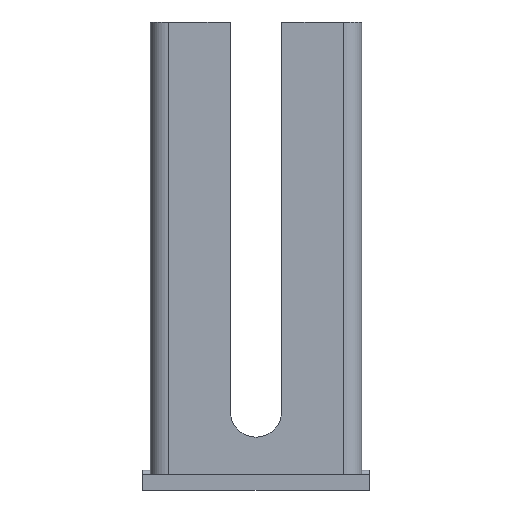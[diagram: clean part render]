
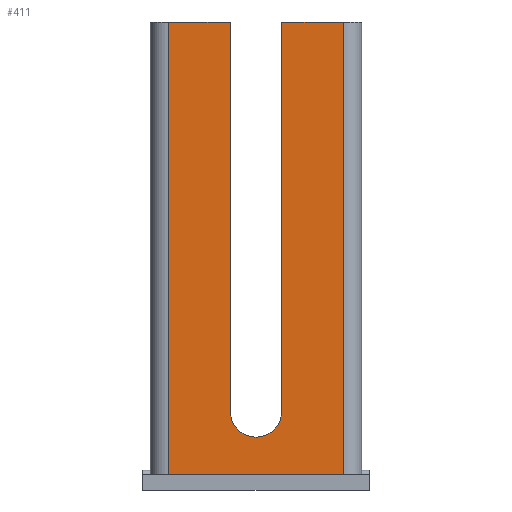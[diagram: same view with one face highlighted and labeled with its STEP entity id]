
A CAD part, front view. The second image highlights one B-rep face of the part: STEP entity #411.
In plain terms, the highlighted planar face has unit normal (0, -1, 0).
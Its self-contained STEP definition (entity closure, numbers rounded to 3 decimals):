
#3 = VERTEX_POINT ( 'NONE', #615 ) ;
#4 = VERTEX_POINT ( 'NONE', #106 ) ;
#18 = CARTESIAN_POINT ( 'NONE',  ( 10.143, 40.874, 80.21 ) ) ;
#27 = FACE_OUTER_BOUND ( 'NONE', #1412, .T. ) ;
#58 = EDGE_CURVE ( 'NONE', #4, #1435, #426, .T. ) ;
#72 = CIRCLE ( 'NONE', #2025, 8.5 ) ;
#87 = EDGE_CURVE ( 'NONE', #733, #843, #2199, .T. ) ;
#88 = CARTESIAN_POINT ( 'NONE',  ( 39.143, 40.874, 209.21 ) ) ;
#106 = CARTESIAN_POINT ( 'NONE',  ( 18.643, 40.874, 209.21 ) ) ;
#165 = CARTESIAN_POINT ( 'NONE',  ( -24.857, 40.874, 209.21 ) ) ;
#214 = ORIENTED_EDGE ( 'NONE', *, *, #1537, .F. ) ;
#327 = DIRECTION ( 'NONE',  ( 0., 0., 1. ) ) ;
#332 = EDGE_CURVE ( 'NONE', #4, #1744, #1745, .T. ) ;
#406 = CARTESIAN_POINT ( 'NONE',  ( -24.857, 40.874, 209.21 ) ) ;
#411 = ADVANCED_FACE ( 'NONE', ( #27 ), #1813, .F. ) ;
#419 = EDGE_CURVE ( 'NONE', #3, #733, #2145, .T. ) ;
#426 = LINE ( 'NONE', #1713, #1511 ) ;
#495 = CARTESIAN_POINT ( 'NONE',  ( 39.143, 40.874, 59.21 ) ) ;
#498 = ORIENTED_EDGE ( 'NONE', *, *, #332, .F. ) ;
#519 = DIRECTION ( 'NONE',  ( 0., 1., 0. ) ) ;
#533 = CARTESIAN_POINT ( 'NONE',  ( 1.643, 40.874, 209.21 ) ) ;
#615 = CARTESIAN_POINT ( 'NONE',  ( -18.857, 40.874, 59.21 ) ) ;
#636 = DIRECTION ( 'NONE',  ( 1., 0., 0. ) ) ;
#650 = ORIENTED_EDGE ( 'NONE', *, *, #58, .T. ) ;
#733 = VERTEX_POINT ( 'NONE', #2090 ) ;
#753 = VERTEX_POINT ( 'NONE', #2291 ) ;
#843 = VERTEX_POINT ( 'NONE', #533 ) ;
#863 = EDGE_CURVE ( 'NONE', #1435, #753, #72, .T. ) ;
#878 = LINE ( 'NONE', #1292, #2016 ) ;
#924 = CARTESIAN_POINT ( 'NONE',  ( -18.857, 40.874, 209.21 ) ) ;
#1003 = DIRECTION ( 'NONE',  ( 0., 0., -1. ) ) ;
#1091 = DIRECTION ( 'NONE',  ( 0., 0., 1. ) ) ;
#1108 = CARTESIAN_POINT ( 'NONE',  ( 39.143, 40.874, 209.21 ) ) ;
#1161 = LINE ( 'NONE', #1235, #1661 ) ;
#1185 = ORIENTED_EDGE ( 'NONE', *, *, #419, .F. ) ;
#1235 = CARTESIAN_POINT ( 'NONE',  ( 1.643, 40.874, 59.21 ) ) ;
#1292 = CARTESIAN_POINT ( 'NONE',  ( -24.857, 40.874, 59.21 ) ) ;
#1309 = ORIENTED_EDGE ( 'NONE', *, *, #1568, .T. ) ;
#1412 = EDGE_LOOP ( 'NONE', ( #650, #1944, #2303, #1471, #1185, #1309, #214, #498 ) ) ;
#1415 = DIRECTION ( 'NONE',  ( 1., 0., 0. ) ) ;
#1435 = VERTEX_POINT ( 'NONE', #2306 ) ;
#1461 = DIRECTION ( 'NONE',  ( 1., 0., 0. ) ) ;
#1471 = ORIENTED_EDGE ( 'NONE', *, *, #87, .F. ) ;
#1511 = VECTOR ( 'NONE', #1003, 1000. ) ;
#1536 = VECTOR ( 'NONE', #1820, 1000. ) ;
#1537 = EDGE_CURVE ( 'NONE', #1744, #1848, #1839, .T. ) ;
#1568 = EDGE_CURVE ( 'NONE', #3, #1848, #878, .T. ) ;
#1652 = DIRECTION ( 'NONE',  ( 0., 0., 1. ) ) ;
#1661 = VECTOR ( 'NONE', #327, 1000. ) ;
#1686 = VECTOR ( 'NONE', #1415, 1000. ) ;
#1713 = CARTESIAN_POINT ( 'NONE',  ( 18.643, 40.874, 59.21 ) ) ;
#1744 = VERTEX_POINT ( 'NONE', #88 ) ;
#1745 = LINE ( 'NONE', #165, #1686 ) ;
#1813 = PLANE ( 'NONE',  #2266 ) ;
#1820 = DIRECTION ( 'NONE',  ( 0., 0., 1. ) ) ;
#1839 = LINE ( 'NONE', #1108, #1994 ) ;
#1848 = VERTEX_POINT ( 'NONE', #495 ) ;
#1944 = ORIENTED_EDGE ( 'NONE', *, *, #863, .T. ) ;
#1974 = DIRECTION ( 'NONE',  ( 0., 1., 0. ) ) ;
#1994 = VECTOR ( 'NONE', #2159, 1000. ) ;
#1996 = EDGE_CURVE ( 'NONE', #753, #843, #1161, .T. ) ;
#2016 = VECTOR ( 'NONE', #1461, 1000. ) ;
#2025 = AXIS2_PLACEMENT_3D ( 'NONE', #18, #519, #1091 ) ;
#2032 = VECTOR ( 'NONE', #636, 1000. ) ;
#2054 = CARTESIAN_POINT ( 'NONE',  ( -24.857, 40.874, 209.21 ) ) ;
#2090 = CARTESIAN_POINT ( 'NONE',  ( -18.857, 40.874, 209.21 ) ) ;
#2145 = LINE ( 'NONE', #924, #1536 ) ;
#2159 = DIRECTION ( 'NONE',  ( 0., 0., -1. ) ) ;
#2199 = LINE ( 'NONE', #2054, #2032 ) ;
#2266 = AXIS2_PLACEMENT_3D ( 'NONE', #406, #1974, #1652 ) ;
#2291 = CARTESIAN_POINT ( 'NONE',  ( 1.643, 40.874, 80.21 ) ) ;
#2303 = ORIENTED_EDGE ( 'NONE', *, *, #1996, .T. ) ;
#2306 = CARTESIAN_POINT ( 'NONE',  ( 18.643, 40.874, 80.21 ) ) ;
